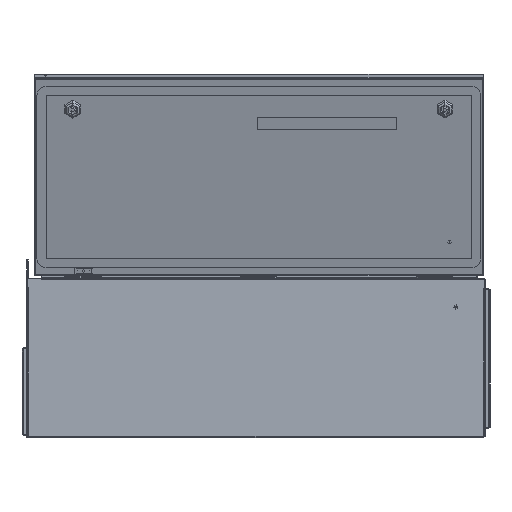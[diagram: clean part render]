
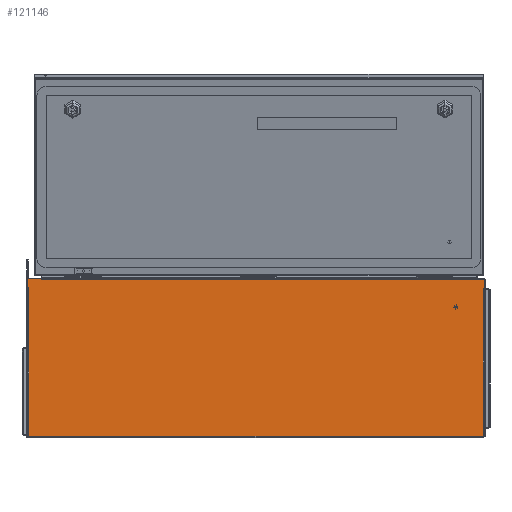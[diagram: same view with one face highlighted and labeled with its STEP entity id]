
A CAD part, left-side view. The second image highlights one B-rep face of the part: STEP entity #121146.
In plain terms, the highlighted planar face has unit normal (-1, 0, 0).
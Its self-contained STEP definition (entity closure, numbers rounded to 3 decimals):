
#6485 = EDGE_CURVE ( 'NONE', #34608, #54864, #47219, .T. ) ;
#9157 = CARTESIAN_POINT ( 'NONE',  ( -180., -399., 260. ) ) ;
#10998 = LINE ( 'NONE', #12264, #46229 ) ;
#11805 = DIRECTION ( 'NONE',  ( 0., 1., 0. ) ) ;
#12264 = CARTESIAN_POINT ( 'NONE',  ( -180., 397., 2. ) ) ;
#12558 = ORIENTED_EDGE ( 'NONE', *, *, #69750, .T. ) ;
#12845 = EDGE_CURVE ( 'NONE', #40152, #89288, #92472, .T. ) ;
#14482 = VECTOR ( 'NONE', #100972, 1000. ) ;
#14902 = LINE ( 'NONE', #131051, #115490 ) ;
#15172 = VECTOR ( 'NONE', #42530, 1000. ) ;
#15814 = EDGE_CURVE ( 'NONE', #133620, #29493, #114593, .T. ) ;
#16898 = CARTESIAN_POINT ( 'NONE',  ( -180., 375., 278. ) ) ;
#17472 = CARTESIAN_POINT ( 'NONE',  ( -180., -399., 1. ) ) ;
#20364 = EDGE_CURVE ( 'NONE', #25161, #134522, #61628, .T. ) ;
#20375 = CARTESIAN_POINT ( 'NONE',  ( -180., 399., 278. ) ) ;
#20560 = ORIENTED_EDGE ( 'NONE', *, *, #20364, .F. ) ;
#22207 = CARTESIAN_POINT ( 'NONE',  ( -180., 375., 276. ) ) ;
#23486 = ORIENTED_EDGE ( 'NONE', *, *, #12845, .F. ) ;
#24421 = DIRECTION ( 'NONE',  ( 0., 1., 0. ) ) ;
#24804 = ORIENTED_EDGE ( 'NONE', *, *, #138888, .F. ) ;
#25161 = VERTEX_POINT ( 'NONE', #93664 ) ;
#25429 = PLANE ( 'NONE',  #135576 ) ;
#26852 = DIRECTION ( 'NONE',  ( 1., 0., 0. ) ) ;
#27355 = CARTESIAN_POINT ( 'NONE',  ( -180., 399., 2. ) ) ;
#28291 = DIRECTION ( 'NONE',  ( 0., 0., -1. ) ) ;
#29493 = VERTEX_POINT ( 'NONE', #128376 ) ;
#33116 = LINE ( 'NONE', #76462, #70056 ) ;
#34287 = EDGE_CURVE ( 'NONE', #29493, #104981, #10998, .T. ) ;
#34608 = VERTEX_POINT ( 'NONE', #48802 ) ;
#37517 = EDGE_CURVE ( 'NONE', #133620, #73587, #100438, .T. ) ;
#39175 = VECTOR ( 'NONE', #102311, 1000. ) ;
#40152 = VERTEX_POINT ( 'NONE', #59745 ) ;
#42530 = DIRECTION ( 'NONE',  ( 0., 0., 1. ) ) ;
#44249 = ORIENTED_EDGE ( 'NONE', *, *, #86361, .F. ) ;
#45530 = DIRECTION ( 'NONE',  ( 0., 0., 1. ) ) ;
#46229 = VECTOR ( 'NONE', #45530, 1000. ) ;
#46261 = DIRECTION ( 'NONE',  ( 0., -1., 0. ) ) ;
#46420 = CARTESIAN_POINT ( 'NONE',  ( -180., -399., 260. ) ) ;
#47219 = LINE ( 'NONE', #63143, #15172 ) ;
#48792 = CARTESIAN_POINT ( 'NONE',  ( -180., 397., 262. ) ) ;
#48802 = CARTESIAN_POINT ( 'NONE',  ( -180., 399., 262. ) ) ;
#53726 = ORIENTED_EDGE ( 'NONE', *, *, #6485, .F. ) ;
#54864 = VERTEX_POINT ( 'NONE', #20375 ) ;
#59675 = EDGE_CURVE ( 'NONE', #34608, #104981, #14902, .T. ) ;
#59745 = CARTESIAN_POINT ( 'NONE',  ( -180., -399., 276. ) ) ;
#61628 = LINE ( 'NONE', #16898, #126957 ) ;
#63143 = CARTESIAN_POINT ( 'NONE',  ( -180., 399., 278. ) ) ;
#68079 = CARTESIAN_POINT ( 'NONE',  ( -180., -399., 278. ) ) ;
#69750 = EDGE_CURVE ( 'NONE', #40152, #134522, #33116, .T. ) ;
#70056 = VECTOR ( 'NONE', #11805, 1000. ) ;
#71480 = LINE ( 'NONE', #68079, #14482 ) ;
#73587 = VERTEX_POINT ( 'NONE', #77823 ) ;
#76462 = CARTESIAN_POINT ( 'NONE',  ( -180., -399., 276. ) ) ;
#77600 = VECTOR ( 'NONE', #24421, 1000. ) ;
#77823 = CARTESIAN_POINT ( 'NONE',  ( -180., -397., 260. ) ) ;
#82464 = ORIENTED_EDGE ( 'NONE', *, *, #34287, .F. ) ;
#86361 = EDGE_CURVE ( 'NONE', #54864, #25161, #71480, .T. ) ;
#89288 = VERTEX_POINT ( 'NONE', #9157 ) ;
#90389 = CARTESIAN_POINT ( 'NONE',  ( -180., -397., 2. ) ) ;
#90961 = CARTESIAN_POINT ( 'NONE',  ( -180., -399., 278. ) ) ;
#91391 = DIRECTION ( 'NONE',  ( 0., 0., -1. ) ) ;
#92472 = LINE ( 'NONE', #17472, #104224 ) ;
#93664 = CARTESIAN_POINT ( 'NONE',  ( -180., 375., 278. ) ) ;
#100438 = LINE ( 'NONE', #90389, #108750 ) ;
#100972 = DIRECTION ( 'NONE',  ( 0., -1., 0. ) ) ;
#102311 = DIRECTION ( 'NONE',  ( 0., 1., 0. ) ) ;
#102534 = EDGE_LOOP ( 'NONE', ( #109361, #24804, #23486, #12558, #20560, #44249, #53726, #138357, #82464, #117906 ) ) ;
#104224 = VECTOR ( 'NONE', #28291, 1000. ) ;
#104722 = FACE_OUTER_BOUND ( 'NONE', #102534, .T. ) ;
#104981 = VERTEX_POINT ( 'NONE', #48792 ) ;
#108750 = VECTOR ( 'NONE', #123236, 1000. ) ;
#109361 = ORIENTED_EDGE ( 'NONE', *, *, #37517, .T. ) ;
#111646 = DIRECTION ( 'NONE',  ( 0., 0., 1. ) ) ;
#114506 = LINE ( 'NONE', #46420, #77600 ) ;
#114593 = LINE ( 'NONE', #27355, #39175 ) ;
#115490 = VECTOR ( 'NONE', #46261, 1000. ) ;
#117906 = ORIENTED_EDGE ( 'NONE', *, *, #15814, .F. ) ;
#121146 = ADVANCED_FACE ( 'NONE', ( #104722 ), #25429, .F. ) ;
#123236 = DIRECTION ( 'NONE',  ( 0., 0., 1. ) ) ;
#126957 = VECTOR ( 'NONE', #91391, 1000. ) ;
#128376 = CARTESIAN_POINT ( 'NONE',  ( -180., 397., 2. ) ) ;
#131051 = CARTESIAN_POINT ( 'NONE',  ( -180., 399., 262. ) ) ;
#132081 = CARTESIAN_POINT ( 'NONE',  ( -180., -397., 2. ) ) ;
#133620 = VERTEX_POINT ( 'NONE', #132081 ) ;
#134522 = VERTEX_POINT ( 'NONE', #22207 ) ;
#135576 = AXIS2_PLACEMENT_3D ( 'NONE', #90961, #26852, #111646 ) ;
#138357 = ORIENTED_EDGE ( 'NONE', *, *, #59675, .T. ) ;
#138888 = EDGE_CURVE ( 'NONE', #89288, #73587, #114506, .T. ) ;
